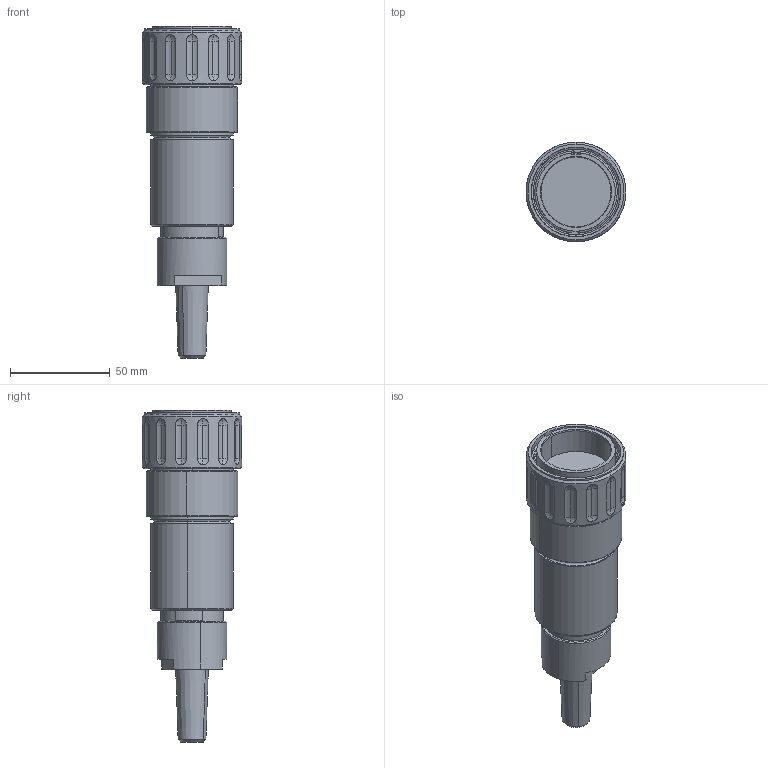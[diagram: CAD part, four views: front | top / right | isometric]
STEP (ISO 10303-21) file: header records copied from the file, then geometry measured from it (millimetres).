
FILE_DESCRIPTION (( 'STEP AP203' ), '1' );
FILE_NAME ('Size 27 Threaded Body.STEP', '2019-04-16T19:05:46', ( '' ), ( '' ), 'SwSTEP 2.0', 'SolidWorks 2019', '' );
FILE_SCHEMA (( 'CONFIG_CONTROL_DESIGN' ));
Length unit declared in the file: inch
Products named in the file (1): Size 27 Threaded Body
Bounding box: 50.04 x 50.04 x 166.39 mm (x, y, z)
Volume: 173860.3 mm3; surface area: 29193.6 mm2
Topology: 1 solids, 1 shells, 188 faces, 426 edges, 264 vertices
Faces by surface type: cylinder 66, sphere 56, plane 31, cone 22, torus 10, bspline 3
Entity records: 7065 total; most frequent: CARTESIAN_POINT 2812, DIRECTION 904, ORIENTED_EDGE 852, EDGE_CURVE 426, AXIS2_PLACEMENT_3D 385, VERTEX_POINT 264, EDGE_LOOP 212, CIRCLE 199
